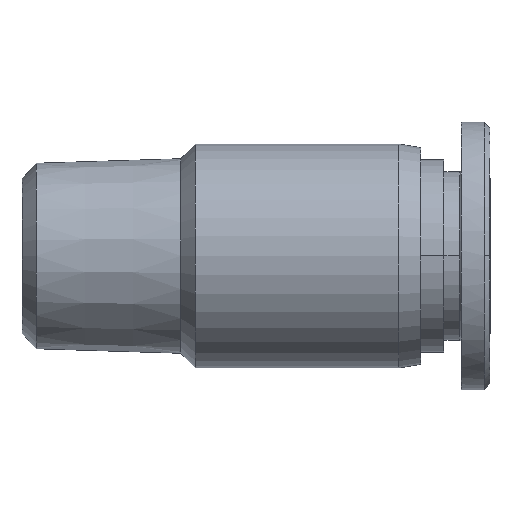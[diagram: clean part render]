
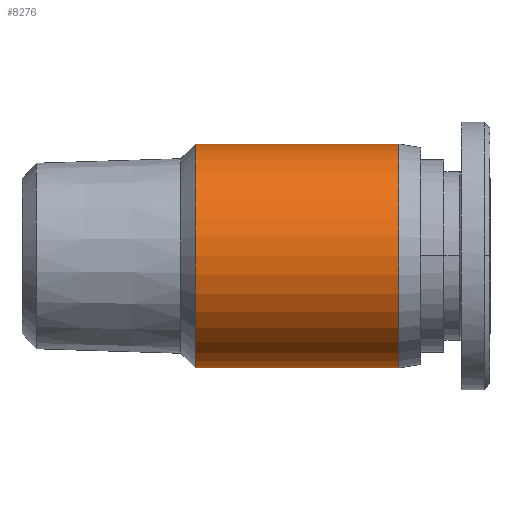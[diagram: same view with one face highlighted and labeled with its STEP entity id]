
A CAD part, top view. The second image highlights one B-rep face of the part: STEP entity #8276.
In plain terms, the highlighted cylindrical face has radius 7.75 mm (diameter 15.5 mm), a partial arc.
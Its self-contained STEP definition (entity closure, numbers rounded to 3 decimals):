
#187 = DIRECTION ( 'NONE',  ( 0., 0., -1. ) ) ;
#481 = CARTESIAN_POINT ( 'NONE',  ( 0., 7.75, 10.5 ) ) ;
#919 = ORIENTED_EDGE ( 'NONE', *, *, #7197, .T. ) ;
#1296 = EDGE_CURVE ( 'NONE', #4167, #1621, #13212, .T. ) ;
#1461 = CARTESIAN_POINT ( 'NONE',  ( 0., -7.75, 2.95 ) ) ;
#1621 = VERTEX_POINT ( 'NONE', #481 ) ;
#2073 = CARTESIAN_POINT ( 'NONE',  ( 0., 0., -3.6 ) ) ;
#2740 = EDGE_LOOP ( 'NONE', ( #3215, #5367, #919, #11599 ) ) ;
#2751 = CARTESIAN_POINT ( 'NONE',  ( 0., -7.75, -3.6 ) ) ;
#3006 = EDGE_CURVE ( 'NONE', #6386, #1621, #8785, .T. ) ;
#3215 = ORIENTED_EDGE ( 'NONE', *, *, #3006, .F. ) ;
#3597 = DIRECTION ( 'NONE',  ( 0., 0., 1. ) ) ;
#4167 = VERTEX_POINT ( 'NONE', #14126 ) ;
#4724 = CARTESIAN_POINT ( 'NONE',  ( 0., 7.75, 2.95 ) ) ;
#5367 = ORIENTED_EDGE ( 'NONE', *, *, #12307, .T. ) ;
#5393 = VECTOR ( 'NONE', #3597, 1000. ) ;
#6386 = VERTEX_POINT ( 'NONE', #10218 ) ;
#6972 = CYLINDRICAL_SURFACE ( 'NONE', #14050, 7.75 ) ;
#7197 = EDGE_CURVE ( 'NONE', #9313, #4167, #9329, .T. ) ;
#7216 = AXIS2_PLACEMENT_3D ( 'NONE', #2073, #11118, #14553 ) ;
#7976 = CARTESIAN_POINT ( 'NONE',  ( 0., 0., 10.5 ) ) ;
#8122 = DIRECTION ( 'NONE',  ( 0., -1., 0. ) ) ;
#8276 = ADVANCED_FACE ( 'NONE', ( #9467 ), #6972, .T. ) ;
#8785 = LINE ( 'NONE', #4724, #5393 ) ;
#9313 = VERTEX_POINT ( 'NONE', #2751 ) ;
#9329 = LINE ( 'NONE', #1461, #14503 ) ;
#9409 = DIRECTION ( 'NONE',  ( 0., 0., 1. ) ) ;
#9467 = FACE_OUTER_BOUND ( 'NONE', #2740, .T. ) ;
#10167 = DIRECTION ( 'NONE',  ( 0., 0., 1. ) ) ;
#10218 = CARTESIAN_POINT ( 'NONE',  ( 0., 7.75, -3.6 ) ) ;
#11118 = DIRECTION ( 'NONE',  ( 0., 0., 1. ) ) ;
#11242 = CIRCLE ( 'NONE', #7216, 7.75 ) ;
#11599 = ORIENTED_EDGE ( 'NONE', *, *, #1296, .T. ) ;
#12307 = EDGE_CURVE ( 'NONE', #6386, #9313, #11242, .T. ) ;
#12364 = CARTESIAN_POINT ( 'NONE',  ( 0., 0., 2.95 ) ) ;
#12608 = DIRECTION ( 'NONE',  ( 0., -1., 0. ) ) ;
#13212 = CIRCLE ( 'NONE', #13866, 7.75 ) ;
#13866 = AXIS2_PLACEMENT_3D ( 'NONE', #7976, #187, #8122 ) ;
#14050 = AXIS2_PLACEMENT_3D ( 'NONE', #12364, #10167, #12608 ) ;
#14126 = CARTESIAN_POINT ( 'NONE',  ( 0., -7.75, 10.5 ) ) ;
#14503 = VECTOR ( 'NONE', #9409, 1000. ) ;
#14553 = DIRECTION ( 'NONE',  ( 0., -1., 0. ) ) ;
